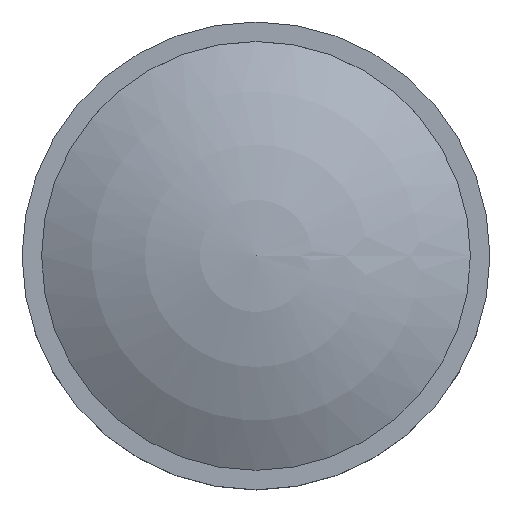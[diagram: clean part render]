
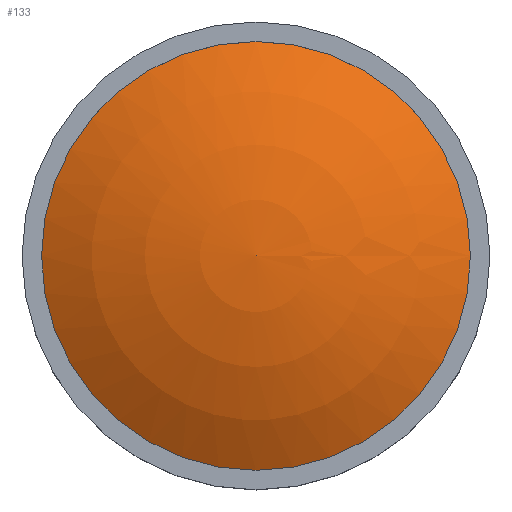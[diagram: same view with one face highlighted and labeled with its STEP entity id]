
A CAD part, top view. The second image highlights one B-rep face of the part: STEP entity #133.
In plain terms, the highlighted spherical face has radius 27.517 mm.
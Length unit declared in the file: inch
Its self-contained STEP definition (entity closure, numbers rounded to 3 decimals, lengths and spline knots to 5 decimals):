
#13=SPHERICAL_SURFACE('',#158,1.08333);
#40=FACE_OUTER_BOUND('',#60,.T.);
#60=EDGE_LOOP('',(#110));
#69=CIRCLE('',#155,0.55);
#79=VERTEX_POINT('',#232);
#89=EDGE_CURVE('',#79,#79,#69,.T.);
#110=ORIENTED_EDGE('',*,*,#89,.F.);
#133=ADVANCED_FACE('',(#40),#13,.T.);
#155=AXIS2_PLACEMENT_3D('',#233,#197,#198);
#158=AXIS2_PLACEMENT_3D('',#237,#203,#204);
#197=DIRECTION('center_axis',(0.,0.,-1.));
#198=DIRECTION('ref_axis',(1.,0.,0.));
#203=DIRECTION('center_axis',(0.,0.,1.));
#204=DIRECTION('ref_axis',(1.,0.,0.));
#232=CARTESIAN_POINT('',(0.,0.55,0.2));
#233=CARTESIAN_POINT('Origin',(0.,0.,0.2));
#237=CARTESIAN_POINT('Origin',(0.,0.,-0.73333));
